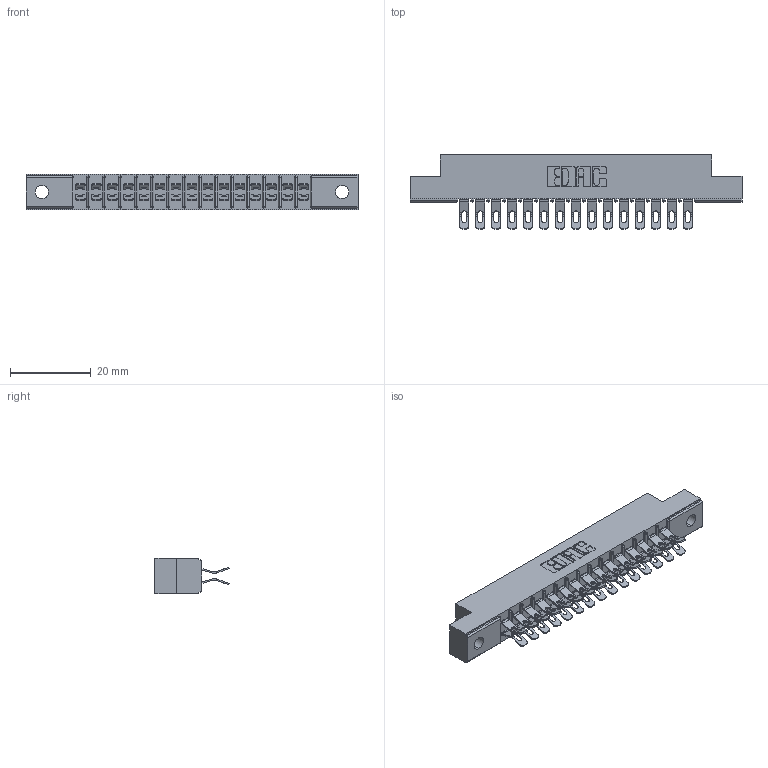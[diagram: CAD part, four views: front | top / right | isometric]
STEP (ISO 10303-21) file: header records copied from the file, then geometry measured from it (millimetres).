
FILE_DESCRIPTION (( 'STEP AP203' ), '1' );
FILE_NAME ('315-030-555-202.STEP', '2019-09-10T15:26:24', ( '' ), ( '' ), 'SwSTEP 2.0', 'SolidWorks 2016', '' );
FILE_SCHEMA (( 'CONFIG_CONTROL_DESIGN' ));
Length unit declared in the file: inch
Products named in the file (3): 305 Part_.128 Dia; 315-030-555-202; 305-290-001_555
Assembly tree (31 placements, depth 2):
  315-030-555-202
    305 Part_.128 Dia
    305-290-001_555  x30
Bounding box: 82.45 x 18.41 x 8.71 mm (x, y, z)
Volume: 5237.5 mm3; surface area: 9725.2 mm2
Topology: 31 solids, 31 shells, 2096 faces, 6241 edges, 4078 vertices
Faces by surface type: plane 1028, cylinder 1008, sphere 60
Entity records: 20154 total; most frequent: CARTESIAN_POINT 3353, ORIENTED_EDGE 3314, DIRECTION 3259, EDGE_CURVE 1657, VECTOR 1291, LINE 1291, VERTEX_POINT 1062, AXIS2_PLACEMENT_3D 984
